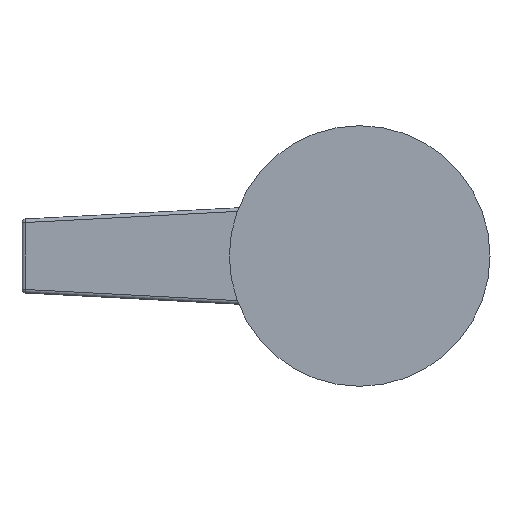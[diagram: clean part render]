
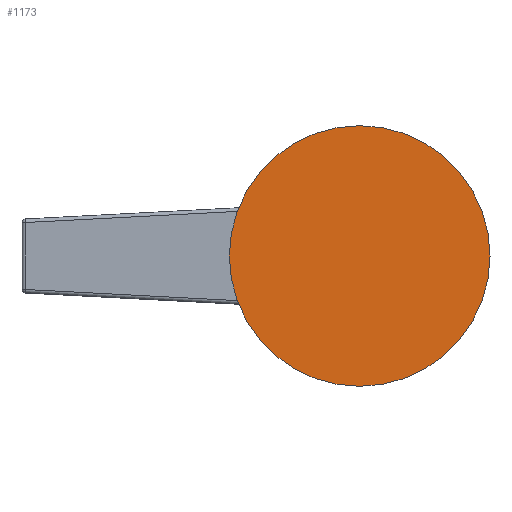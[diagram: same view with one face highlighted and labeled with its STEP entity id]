
A CAD part, front view. The second image highlights one B-rep face of the part: STEP entity #1173.
In plain terms, the highlighted planar face has unit normal (0, -1, 0).
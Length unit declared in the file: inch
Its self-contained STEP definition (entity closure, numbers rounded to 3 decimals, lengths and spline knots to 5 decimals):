
#404=CARTESIAN_POINT('',(0.,0.,0.));
#405=DIRECTION('',(0.,1.,0.));
#406=DIRECTION('',(-1.,0.,0.));
#407=AXIS2_PLACEMENT_3D('',#404,#405,#406);
#418=CARTESIAN_POINT('',(0.,0.,0.));
#419=DIRECTION('',(0.,1.,0.));
#420=DIRECTION('',(1.,0.,0.));
#421=AXIS2_PLACEMENT_3D('',#418,#419,#420);
#532=CARTESIAN_POINT('',(1.1,0.,0.));
#533=CARTESIAN_POINT('',(-1.1,0.,0.));
#534=VERTEX_POINT('',#532);
#535=VERTEX_POINT('',#533);
#1163=CARTESIAN_POINT('',(0.,0.,0.));
#1164=DIRECTION('',(0.,1.,0.));
#1165=DIRECTION('',(1.,0.,0.));
#1166=AXIS2_PLACEMENT_3D('',#1163,#1164,#1165);
#1167=PLANE('',#1166);
#1169=ORIENTED_EDGE('',*,*,#1168,.T.);
#1170=ORIENTED_EDGE('',*,*,#1153,.T.);
#1171=EDGE_LOOP('',(#1169,#1170));
#1172=FACE_OUTER_BOUND('',#1171,.F.);
#1173=ADVANCED_FACE('',(#1172),#1167,.F.);
#408=CIRCLE('',#407,1.1);
#422=CIRCLE('',#421,1.1);
#1153=EDGE_CURVE('',#535,#534,#408,.T.);
#1168=EDGE_CURVE('',#534,#535,#422,.T.);
